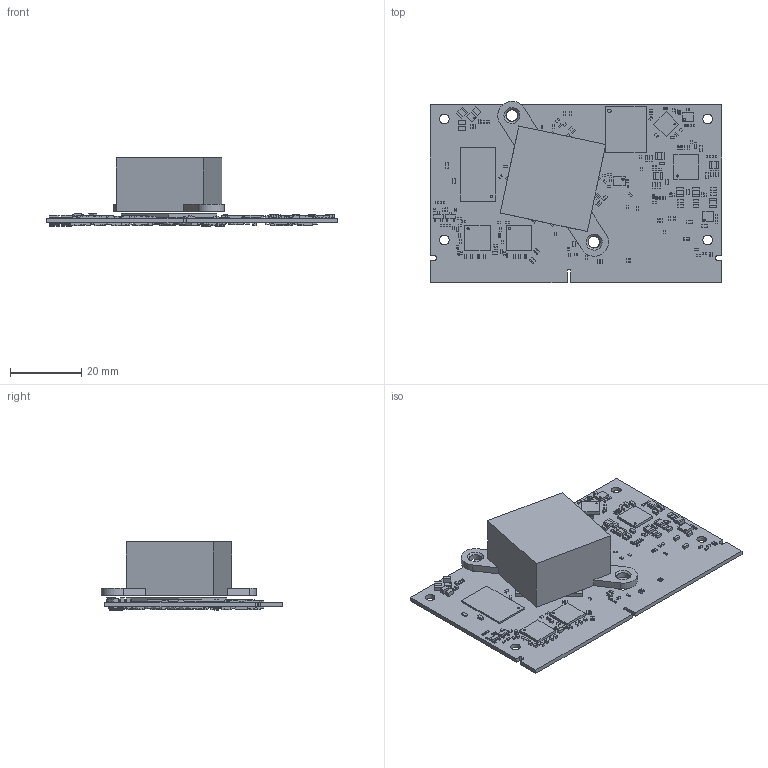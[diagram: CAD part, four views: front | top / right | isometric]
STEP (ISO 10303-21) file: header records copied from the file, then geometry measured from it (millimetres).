
FILE_DESCRIPTION(('Open CASCADE Model'),'2;1');
FILE_NAME('Open CASCADE Shape Model','2022-04-02T16:28:59',('Author'),( 'Open CASCADE'),'Open CASCADE STEP processor 6.8','Open CASCADE 6.8' ,'Unknown');
FILE_SCHEMA(('AUTOMOTIVE_DESIGN { 1 0 10303 214 1 1 1 1 }'));
Length unit declared in the file: millimetre
Products named in the file (620): PCB; Boardc2mb_v1_prod; Open CASCADE STEP translator 6.8 4.1.1; C280c2mb_v1_prod; 7990082592; Terminal; Open_CASCADE_STEP_translator_6.8_11.1.1; Open_CASCADE_STEP_translator_6.8_11.1.2; Mid_Body; Open_CASCADE_STEP_translator_6.8_11.2.1; C279c2mb_v1_prod; 7990065712; R161c2mb_v1_prod; User_Library-d0402h025; VT1c2mb_v1_prod; SOT-23; User_Library-SOT-23-1_3_1; User_Library-SOT-23-1_1_1; User_Library-SOT-23-1_4_1; User_Library-SOT-23-1_5_1; User_Library-SOT-23-1_2_1; R23c2mb_v1_prod; R22c2mb_v1_prod; R18c2mb_v1_prod; R26c2mb_v1_prod; R24c2mb_v1_prod; R11c2mb_v1_prod; R25c2mb_v1_prod; R74c2mb_v1_prod; R122c2mb_v1_prod; R80c2mb_v1_prod; R82c2mb_v1_prod; R79c2mb_v1_prod; R81c2mb_v1_prod; R76c2mb_v1_prod; R77c2mb_v1_prod; R58c2mb_v1_prod; R57c2mb_v1_prod; R62c2mb_v1_prod; R60c2mb_v1_prod ...
Assembly tree (1054 placements, depth 5):
  PCB
    Boardc2mb_v1_prod
      Open CASCADE STEP translator 6.8 4.1.1
    C280c2mb_v1_prod
      7990082592
        Terminal
          Open_CASCADE_STEP_translator_6.8_11.1.1
          Open_CASCADE_STEP_translator_6.8_11.1.2
        Mid_Body
          Open_CASCADE_STEP_translator_6.8_11.2.1
    C279c2mb_v1_prod
      7990065712
        Terminal
          Open_CASCADE_STEP_translator_6.8_11.1.1
          Open_CASCADE_STEP_translator_6.8_11.1.2
        Mid_Body
          Open_CASCADE_STEP_translator_6.8_11.2.1
    R161c2mb_v1_prod
      User_Library-d0402h025
    VT1c2mb_v1_prod
      SOT-23
        User_Library-SOT-23-1_3_1
        User_Library-SOT-23-1_1_1
        User_Library-SOT-23-1_4_1
        User_Library-SOT-23-1_5_1
        User_Library-SOT-23-1_2_1
    R23c2mb_v1_prod
      User_Library-d0402h025
    R22c2mb_v1_prod
      User_Library-d0402h025
    R18c2mb_v1_prod
      User_Library-d0402h025
    R26c2mb_v1_prod
      User_Library-d0402h025
    R24c2mb_v1_prod
      User_Library-d0402h025
    R11c2mb_v1_prod
      User_Library-d0402h025
    R25c2mb_v1_prod
      User_Library-d0402h025
    R74c2mb_v1_prod
      User_Library-d0402h025
    R122c2mb_v1_prod
      User_Library-d0402h025
    R80c2mb_v1_prod
      User_Library-d0402h025
    R82c2mb_v1_prod
      User_Library-d0402h025
    R79c2mb_v1_prod
      User_Library-d0402h025
    R81c2mb_v1_prod
      User_Library-d0402h025
    R76c2mb_v1_prod
      User_Library-d0402h025
    R77c2mb_v1_prod
      User_Library-d0402h025
    R58c2mb_v1_prod
      User_Library-d0402h025
    R57c2mb_v1_prod
      User_Library-d0402h025
Bounding box: 82 x 50.99 x 19.15 mm (x, y, z)
Volume: 15491.4 mm3; surface area: 16034.5 mm2
Topology: 878 solids, 878 shells, 13627 faces, 30979 edges, 17586 vertices
Faces by surface type: plane 6999, cylinder 4746, sphere 1448, bspline 432, cone 2
Full cylindrical faces by diameter (mm): 0.4 x6, 0.6 x9, 0.8 x1, 1 x1, 2.7 x4, 3.2 x2, 3.5 x2
Entity records: 40679 total; most frequent: DIRECTION 6224, CARTESIAN_POINT 5634, ORIENTED_EDGE 3776, AXIS2_PLACEMENT_3D 2449, EDGE_CURVE 1888, PRODUCT_DEFINITION_SHAPE 1674, LINE 1326, VECTOR 1326
